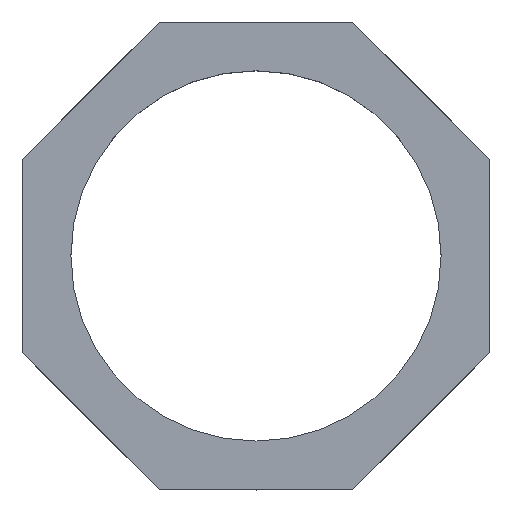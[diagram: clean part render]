
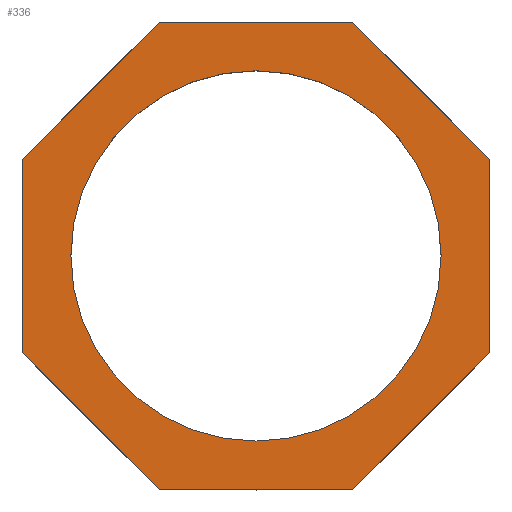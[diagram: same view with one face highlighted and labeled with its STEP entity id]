
A CAD part, top view. The second image highlights one B-rep face of the part: STEP entity #336.
In plain terms, the highlighted planar face has unit normal (0, 0, 1).
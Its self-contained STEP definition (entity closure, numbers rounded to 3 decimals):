
#7 = EDGE_CURVE ( 'NONE', #8, #69, #229, .T. ) ;
#8 = VERTEX_POINT ( 'NONE', #280 ) ;
#9 = ORIENTED_EDGE ( 'NONE', *, *, #116, .T. ) ;
#10 = ORIENTED_EDGE ( 'NONE', *, *, #7, .T. ) ;
#35 = ORIENTED_EDGE ( 'NONE', *, *, #60, .T. ) ;
#60 = EDGE_CURVE ( 'NONE', #69, #80, #262, .T. ) ;
#64 = VERTEX_POINT ( 'NONE', #411 ) ;
#69 = VERTEX_POINT ( 'NONE', #404 ) ;
#80 = VERTEX_POINT ( 'NONE', #382 ) ;
#81 = ORIENTED_EDGE ( 'NONE', *, *, #82, .T. ) ;
#82 = EDGE_CURVE ( 'NONE', #80, #305, #381, .T. ) ;
#116 = EDGE_CURVE ( 'NONE', #64, #8, #477, .T. ) ;
#177 = DIRECTION ( 'NONE',  ( -0.707, 0.707, 0. ) ) ;
#178 = VECTOR ( 'NONE', #177, 1000. ) ;
#184 = CARTESIAN_POINT ( 'NONE',  ( 47.5, 19.675, 8. ) ) ;
#224 = VERTEX_POINT ( 'NONE', #641 ) ;
#226 = VERTEX_POINT ( 'NONE', #557 ) ;
#227 = ORIENTED_EDGE ( 'NONE', *, *, #228, .T. ) ;
#228 = EDGE_CURVE ( 'NONE', #226, #332, #554, .T. ) ;
#229 = LINE ( 'NONE', #283, #282 ) ;
#230 = ORIENTED_EDGE ( 'NONE', *, *, #304, .T. ) ;
#258 = VERTEX_POINT ( 'NONE', #586 ) ;
#259 = ORIENTED_EDGE ( 'NONE', *, *, #260, .F. ) ;
#260 = EDGE_CURVE ( 'NONE', #258, #224, #541, .T. ) ;
#262 = LINE ( 'NONE', #184, #178 ) ;
#269 = ORIENTED_EDGE ( 'NONE', *, *, #354, .F. ) ;
#270 = EDGE_LOOP ( 'NONE', ( #230, #227, #333, #307, #9, #10, #35, #81 ) ) ;
#280 = CARTESIAN_POINT ( 'NONE',  ( 47.5, -19.675, 8. ) ) ;
#281 = DIRECTION ( 'NONE',  ( 0., 1., 0. ) ) ;
#282 = VECTOR ( 'NONE', #281, 1000. ) ;
#283 = CARTESIAN_POINT ( 'NONE',  ( 47.5, -19.675, 8. ) ) ;
#304 = EDGE_CURVE ( 'NONE', #305, #226, #570, .T. ) ;
#305 = VERTEX_POINT ( 'NONE', #558 ) ;
#306 = VERTEX_POINT ( 'NONE', #559 ) ;
#307 = ORIENTED_EDGE ( 'NONE', *, *, #308, .T. ) ;
#308 = EDGE_CURVE ( 'NONE', #306, #64, #593, .T. ) ;
#332 = VERTEX_POINT ( 'NONE', #624 ) ;
#333 = ORIENTED_EDGE ( 'NONE', *, *, #334, .T. ) ;
#334 = EDGE_CURVE ( 'NONE', #332, #306, #622, .T. ) ;
#336 = ADVANCED_FACE ( 'NONE', ( #623, #603 ), #602, .F. ) ;
#353 = EDGE_LOOP ( 'NONE', ( #259, #269 ) ) ;
#354 = EDGE_CURVE ( 'NONE', #224, #258, #631, .T. ) ;
#359 = DIRECTION ( 'NONE',  ( -1., 0., 0. ) ) ;
#360 = VECTOR ( 'NONE', #359, 1000. ) ;
#380 = CARTESIAN_POINT ( 'NONE',  ( 19.675, 47.5, 8. ) ) ;
#381 = LINE ( 'NONE', #380, #360 ) ;
#382 = CARTESIAN_POINT ( 'NONE',  ( 19.675, 47.5, 8. ) ) ;
#404 = CARTESIAN_POINT ( 'NONE',  ( 47.5, 19.675, 8. ) ) ;
#411 = CARTESIAN_POINT ( 'NONE',  ( 19.675, -47.5, 8. ) ) ;
#474 = DIRECTION ( 'NONE',  ( 0.707, 0.707, 0. ) ) ;
#475 = VECTOR ( 'NONE', #474, 1000. ) ;
#476 = CARTESIAN_POINT ( 'NONE',  ( 19.675, -47.5, 8. ) ) ;
#477 = LINE ( 'NONE', #476, #475 ) ;
#539 = CARTESIAN_POINT ( 'NONE',  ( 0., 0., 8. ) ) ;
#540 = AXIS2_PLACEMENT_3D ( 'NONE', #539, #584, #583 ) ;
#541 = CIRCLE ( 'NONE', #540, 37.592 ) ;
#548 = DIRECTION ( 'NONE',  ( 1., 0., 0. ) ) ;
#549 = DIRECTION ( 'NONE',  ( 0., 0., 1. ) ) ;
#550 = AXIS2_PLACEMENT_3D ( 'NONE', #630, #549, #548 ) ;
#551 = DIRECTION ( 'NONE',  ( 0., -1., 0. ) ) ;
#552 = VECTOR ( 'NONE', #551, 1000. ) ;
#553 = CARTESIAN_POINT ( 'NONE',  ( -47.5, 19.675, 8. ) ) ;
#554 = LINE ( 'NONE', #553, #552 ) ;
#557 = CARTESIAN_POINT ( 'NONE',  ( -47.5, 19.675, 8. ) ) ;
#558 = CARTESIAN_POINT ( 'NONE',  ( -19.675, 47.5, 8. ) ) ;
#559 = CARTESIAN_POINT ( 'NONE',  ( -19.675, -47.5, 8. ) ) ;
#560 = DIRECTION ( 'NONE',  ( -0.707, -0.707, 0. ) ) ;
#561 = VECTOR ( 'NONE', #560, 1000. ) ;
#562 = CARTESIAN_POINT ( 'NONE',  ( -19.675, 47.5, 8. ) ) ;
#570 = LINE ( 'NONE', #562, #561 ) ;
#583 = DIRECTION ( 'NONE',  ( 1., 0., 0. ) ) ;
#584 = DIRECTION ( 'NONE',  ( 0., 0., 1. ) ) ;
#586 = CARTESIAN_POINT ( 'NONE',  ( 37.592, 0., 8. ) ) ;
#590 = DIRECTION ( 'NONE',  ( 1., 0., 0. ) ) ;
#591 = VECTOR ( 'NONE', #590, 1000. ) ;
#592 = CARTESIAN_POINT ( 'NONE',  ( -19.675, -47.5, 8. ) ) ;
#593 = LINE ( 'NONE', #592, #591 ) ;
#597 = DIRECTION ( 'NONE',  ( -1., 0., 0. ) ) ;
#598 = DIRECTION ( 'NONE',  ( 0., 0., -1. ) ) ;
#599 = AXIS2_PLACEMENT_3D ( 'NONE', #601, #598, #597 ) ;
#601 = CARTESIAN_POINT ( 'NONE',  ( 0., 54.848, 8. ) ) ;
#602 = PLANE ( 'NONE',  #599 ) ;
#603 = FACE_OUTER_BOUND ( 'NONE', #270, .T. ) ;
#619 = DIRECTION ( 'NONE',  ( 0.707, -0.707, 0. ) ) ;
#620 = VECTOR ( 'NONE', #619, 1000. ) ;
#621 = CARTESIAN_POINT ( 'NONE',  ( -47.5, -19.675, 8. ) ) ;
#622 = LINE ( 'NONE', #621, #620 ) ;
#623 = FACE_BOUND ( 'NONE', #353, .T. ) ;
#624 = CARTESIAN_POINT ( 'NONE',  ( -47.5, -19.675, 8. ) ) ;
#630 = CARTESIAN_POINT ( 'NONE',  ( 0., 0., 8. ) ) ;
#631 = CIRCLE ( 'NONE', #550, 37.592 ) ;
#641 = CARTESIAN_POINT ( 'NONE',  ( -37.592, 0., 8. ) ) ;
